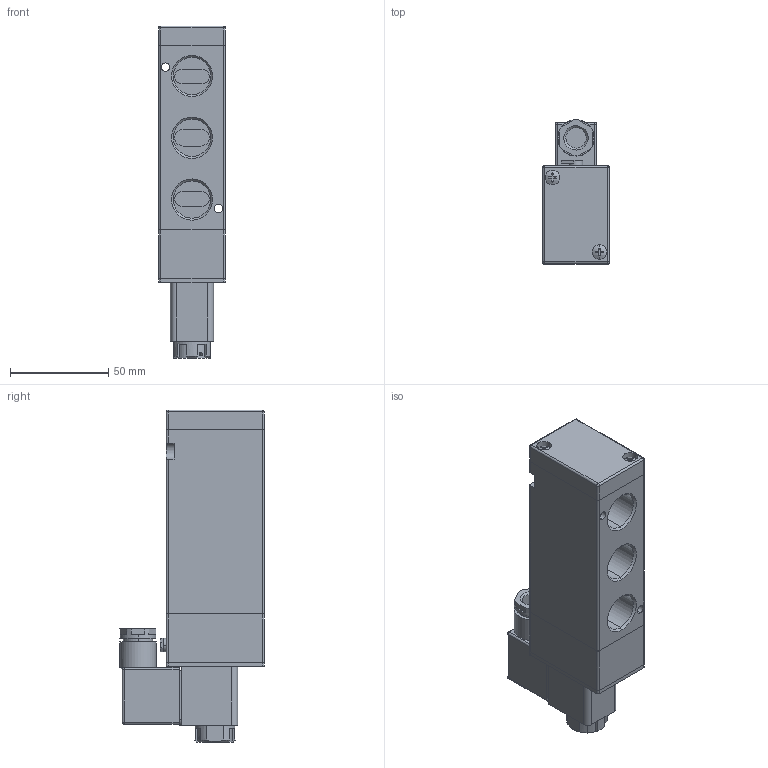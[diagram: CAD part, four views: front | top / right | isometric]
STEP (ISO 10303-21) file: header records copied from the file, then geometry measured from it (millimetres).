
FILE_DESCRIPTION (( 'STEP AP203' ), '1' );
FILE_NAME ('4V410-15-D.STEP', '2017-12-04T20:57:09', ( '' ), ( '' ), 'SwSTEP 2.0', 'SolidWorks 2016', '' );
FILE_SCHEMA (( 'CONFIG_CONTROL_DESIGN' ));
Length unit declared in the file: inch
Products named in the file (1): 4V410-15-D
Bounding box: 34 x 73.65 x 169.3 mm (x, y, z)
Volume: 218270.6 mm3; surface area: 65114.7 mm2
Topology: 17 solids, 17 shells, 437 faces, 1088 edges, 706 vertices
Faces by surface type: plane 212, cylinder 189, cone 22, bspline 14
Entity records: 13582 total; most frequent: CARTESIAN_POINT 2900, DIRECTION 2269, ORIENTED_EDGE 2160, EDGE_CURVE 1080, AXIS2_PLACEMENT_3D 849, VERTEX_POINT 706, LINE 571, VECTOR 571
